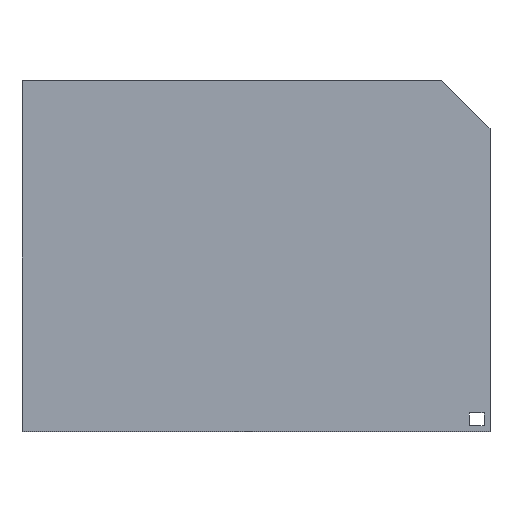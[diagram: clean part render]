
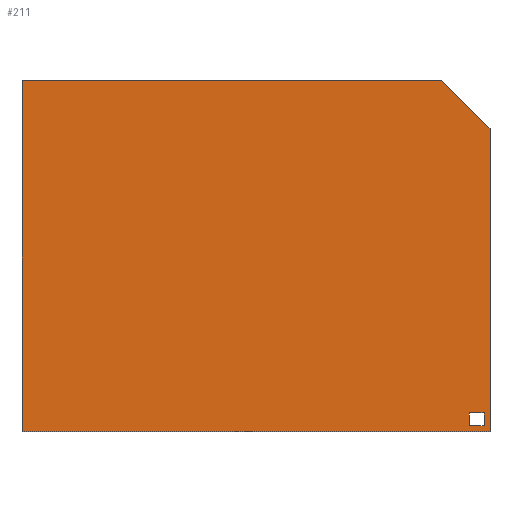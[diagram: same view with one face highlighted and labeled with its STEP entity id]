
A CAD part, top view. The second image highlights one B-rep face of the part: STEP entity #211.
In plain terms, the highlighted free-form (B-spline) face has degree [1, 1] with [2, 2] control points.
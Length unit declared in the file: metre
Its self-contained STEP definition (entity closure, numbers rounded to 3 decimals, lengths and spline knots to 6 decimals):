
#48=ORIENTED_EDGE('',*,*,#78,.F.);
#49=ORIENTED_EDGE('',*,*,#82,.T.);
#50=ORIENTED_EDGE('',*,*,#85,.F.);
#51=ORIENTED_EDGE('',*,*,#88,.F.);
#52=ORIENTED_EDGE('',*,*,#90,.F.);
#53=ORIENTED_EDGE('',*,*,#68,.F.);
#54=ORIENTED_EDGE('',*,*,#72,.T.);
#55=ORIENTED_EDGE('',*,*,#75,.T.);
#56=ORIENTED_EDGE('',*,*,#92,.F.);
#68=EDGE_CURVE('',#95,#96,#113,.T.);
#72=EDGE_CURVE('',#95,#98,#117,.T.);
#75=EDGE_CURVE('',#98,#100,#120,.T.);
#78=EDGE_CURVE('',#103,#104,#123,.T.);
#82=EDGE_CURVE('',#103,#106,#127,.T.);
#85=EDGE_CURVE('',#108,#106,#130,.T.);
#88=EDGE_CURVE('',#110,#108,#133,.T.);
#90=EDGE_CURVE('',#104,#110,#135,.T.);
#92=EDGE_CURVE('',#96,#100,#137,.T.);
#95=VERTEX_POINT('',#264);
#96=VERTEX_POINT('',#266);
#98=VERTEX_POINT('',#275);
#100=VERTEX_POINT('',#284);
#103=VERTEX_POINT('',#294);
#104=VERTEX_POINT('',#296);
#106=VERTEX_POINT('',#305);
#108=VERTEX_POINT('',#314);
#110=VERTEX_POINT('',#323);
#113=LINE('',#265,#140);
#117=LINE('',#276,#144);
#120=LINE('',#285,#147);
#123=LINE('',#295,#150);
#127=LINE('',#306,#154);
#130=LINE('',#315,#157);
#133=LINE('',#324,#160);
#135=LINE('',#330,#162);
#137=LINE('',#336,#164);
#140=VECTOR('',#230,1.);
#144=VECTOR('',#234,1.);
#147=VECTOR('',#237,1.);
#150=VECTOR('',#240,1.);
#154=VECTOR('',#244,1.);
#157=VECTOR('',#247,1.);
#160=VECTOR('',#250,1.);
#162=VECTOR('',#252,1.);
#164=VECTOR('',#254,1.);
#174=EDGE_LOOP('',(#48,#49,#50,#51,#52));
#175=EDGE_LOOP('',(#53,#54,#55,#56));
#187=FACE_BOUND('',#174,.T.);
#188=FACE_BOUND('',#175,.T.);
#200=B_SPLINE_SURFACE_WITH_KNOTS('',1,1,((#337,#338),(#339,#340)),
 .PLANE_SURF.,.F.,.F.,.F.,(2,2),(2,2),(0.,1.),(0.,1.),.UNSPECIFIED.);
#211=ADVANCED_FACE('',(#187,#188),#200,.T.);
#230=DIRECTION('',(0.,1.,0.));
#234=DIRECTION('',(-1.,0.,0.));
#237=DIRECTION('',(0.,1.,0.));
#240=DIRECTION('',(0.707,-0.707,0.));
#244=DIRECTION('',(-1.,0.,0.));
#247=DIRECTION('',(0.,1.,0.));
#250=DIRECTION('',(-1.,0.,0.));
#252=DIRECTION('',(0.,-1.,0.));
#254=DIRECTION('',(-1.,0.,0.));
#264=CARTESIAN_POINT('',(0.235713,-0.1595,0.005));
#265=CARTESIAN_POINT('',(0.235713,-0.1535,0.005));
#266=CARTESIAN_POINT('',(0.235713,-0.1475,0.005));
#275=CARTESIAN_POINT('',(0.221713,-0.1595,0.005));
#276=CARTESIAN_POINT('',(0.228713,-0.1595,0.005));
#284=CARTESIAN_POINT('',(0.221713,-0.1475,0.005));
#285=CARTESIAN_POINT('',(0.221713,-0.1535,0.005));
#294=CARTESIAN_POINT('',(0.195858,0.165,0.005));
#295=CARTESIAN_POINT('',(0.218536,0.142322,0.005));
#296=CARTESIAN_POINT('',(0.241213,0.119645,0.005));
#305=CARTESIAN_POINT('',(-0.198787,0.165,0.005));
#306=CARTESIAN_POINT('',(-0.001464,0.165,0.005));
#314=CARTESIAN_POINT('',(-0.198787,-0.165,0.005));
#315=CARTESIAN_POINT('',(-0.198787,0.,0.005));
#323=CARTESIAN_POINT('',(0.241213,-0.165,0.005));
#324=CARTESIAN_POINT('',(-0.001464,-0.165,0.005));
#330=CARTESIAN_POINT('',(0.241213,-0.137322,0.005));
#336=CARTESIAN_POINT('',(0.228713,-0.1475,0.005));
#337=CARTESIAN_POINT('',(-0.220787,-0.1815,0.005));
#338=CARTESIAN_POINT('',(-0.220787,0.1815,0.005));
#339=CARTESIAN_POINT('',(0.263213,-0.1815,0.005));
#340=CARTESIAN_POINT('',(0.263213,0.1815,0.005));
